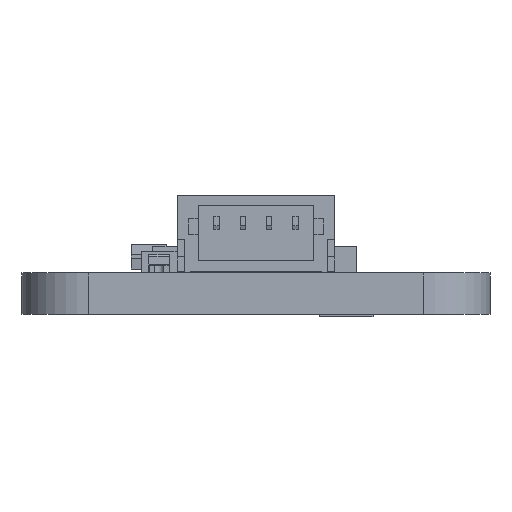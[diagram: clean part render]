
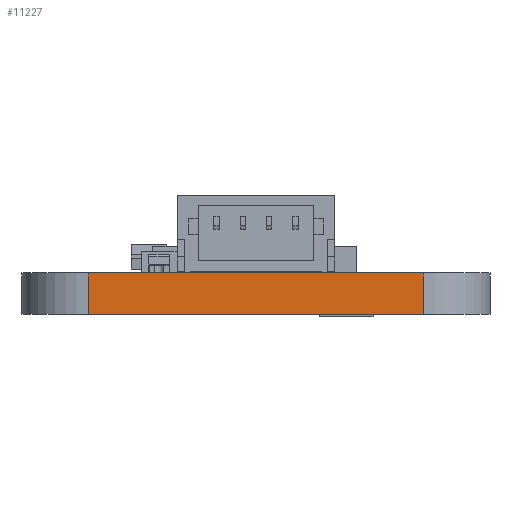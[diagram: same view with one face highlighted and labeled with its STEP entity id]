
A CAD part, left-side view. The second image highlights one B-rep face of the part: STEP entity #11227.
In plain terms, the highlighted planar face has unit normal (-1, 0, 0).
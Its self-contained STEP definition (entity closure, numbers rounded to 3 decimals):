
#210=PLANE('',#12025);
#712=FACE_OUTER_BOUND('',#1313,.T.);
#1313=EDGE_LOOP('',(#7581,#7582,#7583,#7584));
#1991=LINE('',#16044,#3323);
#1992=LINE('',#16047,#3324);
#1993=LINE('',#16049,#3325);
#1994=LINE('',#16050,#3326);
#3323=VECTOR('',#13016,10.);
#3324=VECTOR('',#13019,10.);
#3325=VECTOR('',#13020,10.);
#3326=VECTOR('',#13021,10.);
#4917=VERTEX_POINT('',#16040);
#4918=VERTEX_POINT('',#16042);
#4919=VERTEX_POINT('',#16046);
#4920=VERTEX_POINT('',#16048);
#5973=EDGE_CURVE('',#4917,#4918,#1991,.T.);
#5974=EDGE_CURVE('',#4919,#4917,#1992,.T.);
#5975=EDGE_CURVE('',#4920,#4918,#1993,.T.);
#5976=EDGE_CURVE('',#4919,#4920,#1994,.T.);
#7581=ORIENTED_EDGE('',*,*,#5974,.T.);
#7582=ORIENTED_EDGE('',*,*,#5973,.T.);
#7583=ORIENTED_EDGE('',*,*,#5975,.F.);
#7584=ORIENTED_EDGE('',*,*,#5976,.F.);
#11227=ADVANCED_FACE('',(#712),#210,.T.);
#12025=AXIS2_PLACEMENT_3D('',#16045,#13017,#13018);
#13016=DIRECTION('',(0.,0.,1.));
#13017=DIRECTION('center_axis',(-1.,0.,0.));
#13018=DIRECTION('ref_axis',(0.,-1.,0.));
#13019=DIRECTION('',(0.,-1.,0.));
#13020=DIRECTION('',(0.,-1.,0.));
#13021=DIRECTION('',(0.,0.,1.));
#16040=CARTESIAN_POINT('',(0.,2.54,0.));
#16042=CARTESIAN_POINT('',(0.,2.54,1.57));
#16044=CARTESIAN_POINT('',(0.,2.54,0.));
#16045=CARTESIAN_POINT('Origin',(0.,15.24,0.));
#16046=CARTESIAN_POINT('',(0.,15.24,0.));
#16047=CARTESIAN_POINT('',(0.,15.24,0.));
#16048=CARTESIAN_POINT('',(0.,15.24,1.57));
#16049=CARTESIAN_POINT('',(0.,15.24,1.57));
#16050=CARTESIAN_POINT('',(0.,15.24,0.));
